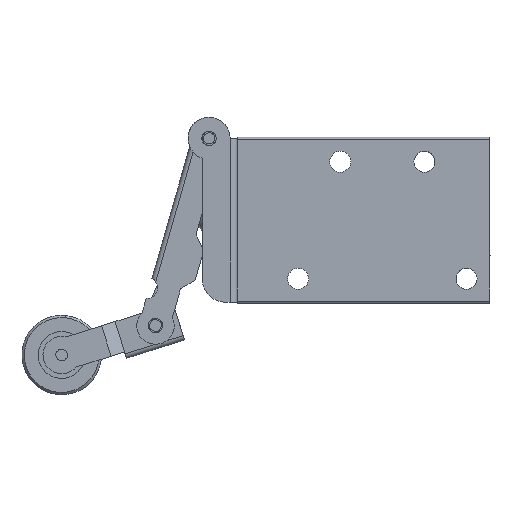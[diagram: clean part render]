
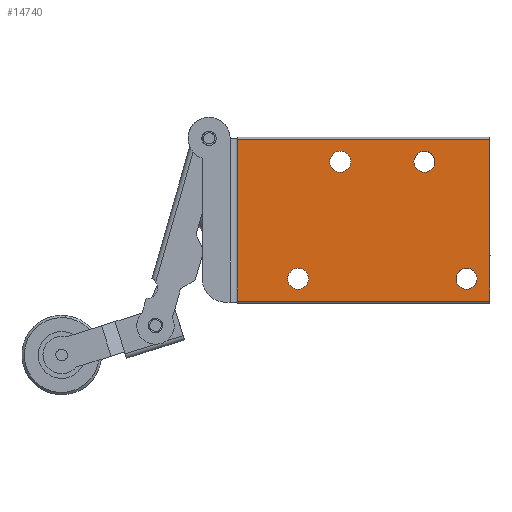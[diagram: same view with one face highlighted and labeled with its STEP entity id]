
A CAD part, left-side view. The second image highlights one B-rep face of the part: STEP entity #14740.
In plain terms, the highlighted planar face has unit normal (-1, 0, 0).
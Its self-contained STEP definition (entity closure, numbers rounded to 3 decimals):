
#2 = AXIS2_PLACEMENT_3D ( 'NONE', #17071, #17072, #17073 ) ;
#720 = CARTESIAN_POINT ( 'NONE',  ( -10.5, 27., -17.25 ) ) ;
#721 = DIRECTION ( 'NONE',  ( 0., 0., 1. ) ) ;
#722 = CARTESIAN_POINT ( 'NONE',  ( -10.5, -27.5, 17.25 ) ) ;
#723 = DIRECTION ( 'NONE',  ( 0., 1., 0. ) ) ;
#724 = CARTESIAN_POINT ( 'NONE',  ( -10.5, -27., 17.25 ) ) ;
#725 = DIRECTION ( 'NONE',  ( 0., 0., -1. ) ) ;
#726 = CARTESIAN_POINT ( 'NONE',  ( -10.5, 5., 12.5 ) ) ;
#727 = DIRECTION ( 'NONE',  ( 1., 0., 0. ) ) ;
#728 = DIRECTION ( 'NONE',  ( 0., 0., -1. ) ) ;
#729 = CARTESIAN_POINT ( 'NONE',  ( -10.5, -13., 12.5 ) ) ;
#730 = DIRECTION ( 'NONE',  ( 1., 0., 0. ) ) ;
#731 = DIRECTION ( 'NONE',  ( 0., 0., -1. ) ) ;
#732 = CARTESIAN_POINT ( 'NONE',  ( -10.5, 14., -12.5 ) ) ;
#733 = DIRECTION ( 'NONE',  ( 1., 0., 0. ) ) ;
#734 = DIRECTION ( 'NONE',  ( 0., 0., -1. ) ) ;
#735 = CARTESIAN_POINT ( 'NONE',  ( -10.5, -22., -12.5 ) ) ;
#736 = DIRECTION ( 'NONE',  ( 1., 0., 0. ) ) ;
#737 = DIRECTION ( 'NONE',  ( 0., 0., -1. ) ) ;
#2664 = EDGE_LOOP ( 'NONE', ( #11011, #11010, #11009, #11008 ) ) ;
#2697 = EDGE_LOOP ( 'NONE', ( #11013, #11012 ) ) ;
#2734 = EDGE_LOOP ( 'NONE', ( #11019, #11018 ) ) ;
#2741 = EDGE_LOOP ( 'NONE', ( #11017, #11016 ) ) ;
#2742 = EDGE_LOOP ( 'NONE', ( #11015, #11014 ) ) ;
#4487 = CARTESIAN_POINT ( 'NONE',  ( -10.5, 5., 12.5 ) ) ;
#4488 = DIRECTION ( 'NONE',  ( 1., 0., 0. ) ) ;
#4489 = DIRECTION ( 'NONE',  ( 0., 0., -1. ) ) ;
#4567 = CARTESIAN_POINT ( 'NONE',  ( -10.5, -13., 12.5 ) ) ;
#4568 = DIRECTION ( 'NONE',  ( 1., 0., 0. ) ) ;
#4569 = DIRECTION ( 'NONE',  ( 0., 0., -1. ) ) ;
#4599 = CARTESIAN_POINT ( 'NONE',  ( -10.5, 14., -12.5 ) ) ;
#4600 = DIRECTION ( 'NONE',  ( 1., 0., 0. ) ) ;
#4601 = DIRECTION ( 'NONE',  ( 0., 0., -1. ) ) ;
#4618 = CARTESIAN_POINT ( 'NONE',  ( -10.5, -22., -12.5 ) ) ;
#4619 = DIRECTION ( 'NONE',  ( 1., 0., 0. ) ) ;
#4620 = DIRECTION ( 'NONE',  ( 0., 0., -1. ) ) ;
#6300 = LINE ( 'NONE', #720, #6301 ) ;
#6301 = VECTOR ( 'NONE', #721, 1000. ) ;
#6302 = LINE ( 'NONE', #722, #6303 ) ;
#6303 = VECTOR ( 'NONE', #723, 1000. ) ;
#6304 = LINE ( 'NONE', #724, #6305 ) ;
#6305 = VECTOR ( 'NONE', #725, 1000. ) ;
#6306 = CIRCLE ( 'NONE', #10066, 2.25 ) ;
#6307 = CIRCLE ( 'NONE', #10067, 2.25 ) ;
#6308 = CIRCLE ( 'NONE', #10068, 2.25 ) ;
#6310 = CIRCLE ( 'NONE', #10069, 2.25 ) ;
#6570 = CIRCLE ( 'NONE', #10104, 2.25 ) ;
#6583 = CIRCLE ( 'NONE', #10106, 2.25 ) ;
#6589 = CIRCLE ( 'NONE', #10108, 2.25 ) ;
#6594 = CIRCLE ( 'NONE', #10109, 2.25 ) ;
#8516 = EDGE_CURVE ( 'NONE', #16423, #17822, #6300, .T. ) ;
#8517 = EDGE_CURVE ( 'NONE', #16434, #17822, #6302, .T. ) ;
#8518 = EDGE_CURVE ( 'NONE', #16434, #16457, #6304, .T. ) ;
#8519 = EDGE_CURVE ( 'NONE', #17808, #17931, #6306, .T. ) ;
#8520 = EDGE_CURVE ( 'NONE', #16459, #16443, #6307, .T. ) ;
#8521 = EDGE_CURVE ( 'NONE', #17914, #16464, #6308, .T. ) ;
#8522 = EDGE_CURVE ( 'NONE', #17804, #16431, #6310, .T. ) ;
#8773 = EDGE_CURVE ( 'NONE', #17931, #17808, #6570, .T. ) ;
#8787 = EDGE_CURVE ( 'NONE', #16443, #16459, #6583, .T. ) ;
#8792 = EDGE_CURVE ( 'NONE', #16464, #17914, #6589, .T. ) ;
#8797 = EDGE_CURVE ( 'NONE', #16431, #17804, #6594, .T. ) ;
#10066 = AXIS2_PLACEMENT_3D ( 'NONE', #726, #727, #728 ) ;
#10067 = AXIS2_PLACEMENT_3D ( 'NONE', #729, #730, #731 ) ;
#10068 = AXIS2_PLACEMENT_3D ( 'NONE', #732, #733, #734 ) ;
#10069 = AXIS2_PLACEMENT_3D ( 'NONE', #735, #736, #737 ) ;
#10104 = AXIS2_PLACEMENT_3D ( 'NONE', #4487, #4488, #4489 ) ;
#10106 = AXIS2_PLACEMENT_3D ( 'NONE', #4567, #4568, #4569 ) ;
#10108 = AXIS2_PLACEMENT_3D ( 'NONE', #4599, #4600, #4601 ) ;
#10109 = AXIS2_PLACEMENT_3D ( 'NONE', #4618, #4619, #4620 ) ;
#11008 = ORIENTED_EDGE ( 'NONE', *, *, #15544, .T. ) ;
#11009 = ORIENTED_EDGE ( 'NONE', *, *, #8516, .F. ) ;
#11010 = ORIENTED_EDGE ( 'NONE', *, *, #8517, .T. ) ;
#11011 = ORIENTED_EDGE ( 'NONE', *, *, #8518, .F. ) ;
#11012 = ORIENTED_EDGE ( 'NONE', *, *, #8773, .T. ) ;
#11013 = ORIENTED_EDGE ( 'NONE', *, *, #8519, .T. ) ;
#11014 = ORIENTED_EDGE ( 'NONE', *, *, #8787, .T. ) ;
#11015 = ORIENTED_EDGE ( 'NONE', *, *, #8520, .T. ) ;
#11016 = ORIENTED_EDGE ( 'NONE', *, *, #8792, .T. ) ;
#11017 = ORIENTED_EDGE ( 'NONE', *, *, #8521, .T. ) ;
#11018 = ORIENTED_EDGE ( 'NONE', *, *, #8797, .T. ) ;
#11019 = ORIENTED_EDGE ( 'NONE', *, *, #8522, .T. ) ;
#11086 = CARTESIAN_POINT ( 'NONE',  ( -10.5, -27.5, -17.25 ) ) ;
#11087 = DIRECTION ( 'NONE',  ( 0., -1., 0. ) ) ;
#11274 = CARTESIAN_POINT ( 'NONE',  ( -10.5, 27., -17.25 ) ) ;
#11282 = CARTESIAN_POINT ( 'NONE',  ( -10.5, -22., -10.25 ) ) ;
#11285 = CARTESIAN_POINT ( 'NONE',  ( -10.5, -27., 17.25 ) ) ;
#11294 = CARTESIAN_POINT ( 'NONE',  ( -10.5, -13., 14.75 ) ) ;
#11308 = CARTESIAN_POINT ( 'NONE',  ( -10.5, -27., -17.25 ) ) ;
#11310 = CARTESIAN_POINT ( 'NONE',  ( -10.5, -13., 10.25 ) ) ;
#11315 = CARTESIAN_POINT ( 'NONE',  ( -10.5, 14., -10.25 ) ) ;
#11340 = CARTESIAN_POINT ( 'NONE',  ( -10.5, -22., -14.75 ) ) ;
#11344 = CARTESIAN_POINT ( 'NONE',  ( -10.5, 5., 10.25 ) ) ;
#11358 = CARTESIAN_POINT ( 'NONE',  ( -10.5, 27., 17.25 ) ) ;
#11450 = CARTESIAN_POINT ( 'NONE',  ( -10.5, 14., -14.75 ) ) ;
#11467 = CARTESIAN_POINT ( 'NONE',  ( -10.5, 5., 14.75 ) ) ;
#14270 = FACE_BOUND ( 'NONE', #2734, .T. ) ;
#14271 = FACE_BOUND ( 'NONE', #2741, .T. ) ;
#14272 = FACE_BOUND ( 'NONE', #2742, .T. ) ;
#14273 = FACE_BOUND ( 'NONE', #2697, .T. ) ;
#14274 = FACE_OUTER_BOUND ( 'NONE', #2664, .T. ) ;
#14740 = ADVANCED_FACE ( 'NONE', ( #14270, #14271, #14272, #14273, #14274 ), #17070, .F. ) ;
#15544 = EDGE_CURVE ( 'NONE', #16423, #16457, #16112, .T. ) ;
#16112 = LINE ( 'NONE', #11086, #16114 ) ;
#16114 = VECTOR ( 'NONE', #11087, 1000. ) ;
#16423 = VERTEX_POINT ( 'NONE', #11274 ) ;
#16431 = VERTEX_POINT ( 'NONE', #11282 ) ;
#16434 = VERTEX_POINT ( 'NONE', #11285 ) ;
#16443 = VERTEX_POINT ( 'NONE', #11294 ) ;
#16457 = VERTEX_POINT ( 'NONE', #11308 ) ;
#16459 = VERTEX_POINT ( 'NONE', #11310 ) ;
#16464 = VERTEX_POINT ( 'NONE', #11315 ) ;
#17070 = PLANE ( 'NONE',  #2 ) ;
#17071 = CARTESIAN_POINT ( 'NONE',  ( -10.5, -27.5, 17.75 ) ) ;
#17072 = DIRECTION ( 'NONE',  ( 1., 0., 0. ) ) ;
#17073 = DIRECTION ( 'NONE',  ( 0., 0., -1. ) ) ;
#17804 = VERTEX_POINT ( 'NONE', #11340 ) ;
#17808 = VERTEX_POINT ( 'NONE', #11344 ) ;
#17822 = VERTEX_POINT ( 'NONE', #11358 ) ;
#17914 = VERTEX_POINT ( 'NONE', #11450 ) ;
#17931 = VERTEX_POINT ( 'NONE', #11467 ) ;
